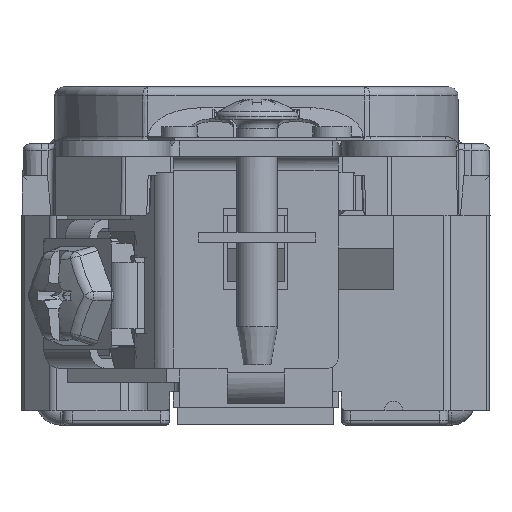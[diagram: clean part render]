
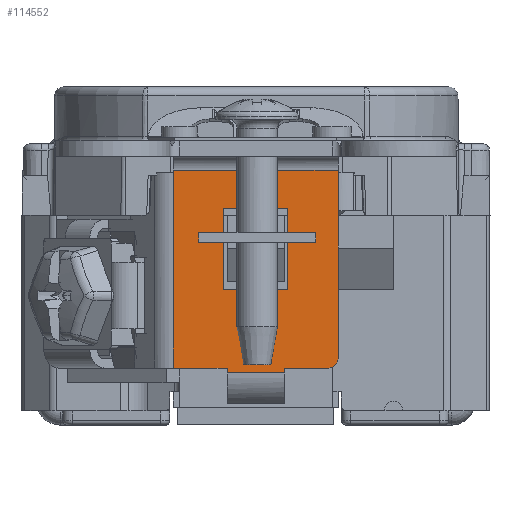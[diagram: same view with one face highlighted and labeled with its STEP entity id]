
A CAD part, front view. The second image highlights one B-rep face of the part: STEP entity #114552.
In plain terms, the highlighted planar face has unit normal (0, -1, 0).
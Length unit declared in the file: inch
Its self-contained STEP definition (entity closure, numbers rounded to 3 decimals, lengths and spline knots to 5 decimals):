
#1531 = EDGE_CURVE ( 'NONE', #146887, #6067, #57788, .T. ) ;
#1661 = CARTESIAN_POINT ( 'NONE',  ( 0.27, -1.38808, 0.46 ) ) ;
#2398 = EDGE_CURVE ( 'NONE', #208617, #122258, #58912, .T. ) ;
#3612 = ORIENTED_EDGE ( 'NONE', *, *, #195950, .T. ) ;
#3844 = VERTEX_POINT ( 'NONE', #131412 ) ;
#5829 = CARTESIAN_POINT ( 'NONE',  ( 0.27, -1.38808, 0.335 ) ) ;
#6067 = VERTEX_POINT ( 'NONE', #179223 ) ;
#6095 = CARTESIAN_POINT ( 'NONE',  ( 0.27, -1.38808, 0.136 ) ) ;
#7600 = CIRCLE ( 'NONE', #39097, 0.031 ) ;
#10292 = CARTESIAN_POINT ( 'NONE',  ( -0.27, -1.38808, 0.46 ) ) ;
#10620 = CARTESIAN_POINT ( 'NONE',  ( -0.27, -1.38808, 0.468 ) ) ;
#11079 = VECTOR ( 'NONE', #74845, 39.37008 ) ;
#13277 = ORIENTED_EDGE ( 'NONE', *, *, #169586, .T. ) ;
#15754 = DIRECTION ( 'NONE',  ( 0., 0., 1. ) ) ;
#18959 = EDGE_CURVE ( 'NONE', #92228, #208617, #78835, .T. ) ;
#23195 = CARTESIAN_POINT ( 'NONE',  ( -0.0935, -1.38808, -0.196 ) ) ;
#23727 = LINE ( 'NONE', #191015, #31771 ) ;
#26431 = LINE ( 'NONE', #210238, #11079 ) ;
#28245 = VERTEX_POINT ( 'NONE', #10620 ) ;
#29599 = DIRECTION ( 'NONE',  ( 0., 0., -1. ) ) ;
#31771 = VECTOR ( 'NONE', #90833, 39.37008 ) ;
#34379 = LINE ( 'NONE', #153254, #92803 ) ;
#39097 = AXIS2_PLACEMENT_3D ( 'NONE', #110851, #143916, #73501 ) ;
#39965 = VECTOR ( 'NONE', #213117, 39.37008 ) ;
#40446 = FACE_OUTER_BOUND ( 'NONE', #45578, .T. ) ;
#41536 = ORIENTED_EDGE ( 'NONE', *, *, #168904, .T. ) ;
#42847 = LINE ( 'NONE', #176107, #119733 ) ;
#43476 = DIRECTION ( 'NONE',  ( 0., 0., 1. ) ) ;
#43652 = DIRECTION ( 'NONE',  ( 0., 0., 1. ) ) ;
#45578 = EDGE_LOOP ( 'NONE', ( #70828, #137168, #159875, #210942, #63474, #147206, #115783, #41536, #199162, #158147, #210294, #135474 ) ) ;
#46985 = CARTESIAN_POINT ( 'NONE',  ( -0.27, -1.38808, -0.196 ) ) ;
#49393 = VECTOR ( 'NONE', #43652, 39.37008 ) ;
#54280 = VERTEX_POINT ( 'NONE', #183840 ) ;
#55431 = VERTEX_POINT ( 'NONE', #10292 ) ;
#57085 = CARTESIAN_POINT ( 'NONE',  ( 0.105, -1.38808, 0.136 ) ) ;
#57788 = LINE ( 'NONE', #171198, #134580 ) ;
#57864 = LINE ( 'NONE', #109451, #89020 ) ;
#58912 = LINE ( 'NONE', #6095, #78344 ) ;
#61304 = CARTESIAN_POINT ( 'NONE',  ( 0., -1.38808, 0.077 ) ) ;
#61816 = VERTEX_POINT ( 'NONE', #201083 ) ;
#62380 = CARTESIAN_POINT ( 'NONE',  ( 0.27, -1.38808, 0.136 ) ) ;
#63474 = ORIENTED_EDGE ( 'NONE', *, *, #157561, .T. ) ;
#63916 = DIRECTION ( 'NONE',  ( 1., 0., 0. ) ) ;
#66759 = VECTOR ( 'NONE', #29599, 39.37008 ) ;
#67633 = CARTESIAN_POINT ( 'NONE',  ( 0.27, -1.38808, -0.149 ) ) ;
#70828 = ORIENTED_EDGE ( 'NONE', *, *, #1531, .T. ) ;
#72364 = FACE_BOUND ( 'NONE', #152517, .T. ) ;
#73152 = DIRECTION ( 'NONE',  ( 0., 0., 1. ) ) ;
#73213 = CARTESIAN_POINT ( 'NONE',  ( 0.0935, -1.38808, -0.18 ) ) ;
#73501 = DIRECTION ( 'NONE',  ( 0., 0., -1. ) ) ;
#74845 = DIRECTION ( 'NONE',  ( 1., 0., 0. ) ) ;
#75878 = DIRECTION ( 'NONE',  ( 0., 0., -1. ) ) ;
#77782 = LINE ( 'NONE', #61304, #39965 ) ;
#78344 = VECTOR ( 'NONE', #73152, 39.37008 ) ;
#78835 = LINE ( 'NONE', #62380, #49393 ) ;
#78868 = VECTOR ( 'NONE', #92195, 39.37008 ) ;
#79328 = LINE ( 'NONE', #93672, #98153 ) ;
#81396 = LINE ( 'NONE', #82536, #116264 ) ;
#82536 = CARTESIAN_POINT ( 'NONE',  ( 0.27, -1.38808, 0.136 ) ) ;
#84253 = CARTESIAN_POINT ( 'NONE',  ( -0.0935, -1.38808, -0.18 ) ) ;
#84701 = DIRECTION ( 'NONE',  ( 0., 0., 1. ) ) ;
#84745 = VERTEX_POINT ( 'NONE', #153890 ) ;
#86873 = EDGE_CURVE ( 'NONE', #146887, #61816, #42847, .T. ) ;
#89020 = VECTOR ( 'NONE', #43476, 39.37008 ) ;
#90223 = ORIENTED_EDGE ( 'NONE', *, *, #112286, .T. ) ;
#90833 = DIRECTION ( 'NONE',  ( 1., 0., 0. ) ) ;
#92195 = DIRECTION ( 'NONE',  ( 0., 0., -1. ) ) ;
#92228 = VERTEX_POINT ( 'NONE', #67633 ) ;
#92803 = VECTOR ( 'NONE', #15754, 39.37008 ) ;
#93277 = CARTESIAN_POINT ( 'NONE',  ( -0.27, -1.38808, -0.18 ) ) ;
#93672 = CARTESIAN_POINT ( 'NONE',  ( 0., -1.38808, -0.196 ) ) ;
#94488 = LINE ( 'NONE', #195785, #97351 ) ;
#97351 = VECTOR ( 'NONE', #193586, 39.37008 ) ;
#98153 = VECTOR ( 'NONE', #63916, 39.37008 ) ;
#101593 = EDGE_CURVE ( 'NONE', #6067, #92228, #7600, .T. ) ;
#101939 = CARTESIAN_POINT ( 'NONE',  ( 0.27, -1.38808, 0.468 ) ) ;
#104098 = VERTEX_POINT ( 'NONE', #110607 ) ;
#108947 = EDGE_CURVE ( 'NONE', #110946, #61816, #79328, .T. ) ;
#109451 = CARTESIAN_POINT ( 'NONE',  ( -0.0935, -1.38808, -0.2235 ) ) ;
#110607 = CARTESIAN_POINT ( 'NONE',  ( 0.105, -1.38808, 0.342 ) ) ;
#110851 = CARTESIAN_POINT ( 'NONE',  ( 0.239, -1.38808, -0.149 ) ) ;
#110946 = VERTEX_POINT ( 'NONE', #23195 ) ;
#112286 = EDGE_CURVE ( 'NONE', #3844, #104098, #94488, .T. ) ;
#113552 = VECTOR ( 'NONE', #186165, 39.37008 ) ;
#114552 = ADVANCED_FACE ( 'NONE', ( #40446, #72364 ), #173736, .T. ) ;
#115783 = ORIENTED_EDGE ( 'NONE', *, *, #128008, .T. ) ;
#116264 = VECTOR ( 'NONE', #84701, 39.37008 ) ;
#117885 = CARTESIAN_POINT ( 'NONE',  ( -0.27, -1.38808, 0.136 ) ) ;
#118520 = EDGE_CURVE ( 'NONE', #110946, #176578, #57864, .T. ) ;
#119733 = VECTOR ( 'NONE', #75878, 39.37008 ) ;
#122258 = VERTEX_POINT ( 'NONE', #1661 ) ;
#123707 = DIRECTION ( 'NONE',  ( 1., 0., 0. ) ) ;
#126413 = AXIS2_PLACEMENT_3D ( 'NONE', #46985, #147120, #214281 ) ;
#128008 = EDGE_CURVE ( 'NONE', #28245, #55431, #196935, .T. ) ;
#131412 = CARTESIAN_POINT ( 'NONE',  ( -0.105, -1.38808, 0.342 ) ) ;
#134580 = VECTOR ( 'NONE', #123707, 39.37008 ) ;
#135474 = ORIENTED_EDGE ( 'NONE', *, *, #86873, .F. ) ;
#135676 = EDGE_CURVE ( 'NONE', #200808, #176578, #26431, .T. ) ;
#137168 = ORIENTED_EDGE ( 'NONE', *, *, #101593, .T. ) ;
#139608 = LINE ( 'NONE', #57085, #78868 ) ;
#143916 = DIRECTION ( 'NONE',  ( 0., -1., 0. ) ) ;
#146887 = VERTEX_POINT ( 'NONE', #73213 ) ;
#147120 = DIRECTION ( 'NONE',  ( 0., -1., 0. ) ) ;
#147206 = ORIENTED_EDGE ( 'NONE', *, *, #157177, .F. ) ;
#152517 = EDGE_LOOP ( 'NONE', ( #182388, #3612, #90223, #13277 ) ) ;
#153254 = CARTESIAN_POINT ( 'NONE',  ( -0.105, -1.38808, 0.136 ) ) ;
#153890 = CARTESIAN_POINT ( 'NONE',  ( -0.105, -1.38808, 0.077 ) ) ;
#157177 = EDGE_CURVE ( 'NONE', #28245, #165325, #23727, .T. ) ;
#157561 = EDGE_CURVE ( 'NONE', #122258, #165325, #81396, .T. ) ;
#158147 = ORIENTED_EDGE ( 'NONE', *, *, #118520, .F. ) ;
#159875 = ORIENTED_EDGE ( 'NONE', *, *, #18959, .T. ) ;
#165325 = VERTEX_POINT ( 'NONE', #101939 ) ;
#168904 = EDGE_CURVE ( 'NONE', #55431, #200808, #206736, .T. ) ;
#169586 = EDGE_CURVE ( 'NONE', #104098, #54280, #139608, .T. ) ;
#171198 = CARTESIAN_POINT ( 'NONE',  ( 0., -1.38808, -0.18 ) ) ;
#173736 = PLANE ( 'NONE',  #126413 ) ;
#176107 = CARTESIAN_POINT ( 'NONE',  ( 0.0935, -1.38808, -0.244 ) ) ;
#176578 = VERTEX_POINT ( 'NONE', #84253 ) ;
#179223 = CARTESIAN_POINT ( 'NONE',  ( 0.239, -1.38808, -0.18 ) ) ;
#180440 = CARTESIAN_POINT ( 'NONE',  ( -0.27, -1.38808, 0.136 ) ) ;
#182388 = ORIENTED_EDGE ( 'NONE', *, *, #208951, .T. ) ;
#183840 = CARTESIAN_POINT ( 'NONE',  ( 0.105, -1.38808, 0.077 ) ) ;
#186165 = DIRECTION ( 'NONE',  ( 0., 0., -1. ) ) ;
#191015 = CARTESIAN_POINT ( 'NONE',  ( 0., -1.38808, 0.468 ) ) ;
#193586 = DIRECTION ( 'NONE',  ( 1., 0., 0. ) ) ;
#195785 = CARTESIAN_POINT ( 'NONE',  ( 0., -1.38808, 0.342 ) ) ;
#195950 = EDGE_CURVE ( 'NONE', #84745, #3844, #34379, .T. ) ;
#196935 = LINE ( 'NONE', #180440, #66759 ) ;
#199162 = ORIENTED_EDGE ( 'NONE', *, *, #135676, .T. ) ;
#200808 = VERTEX_POINT ( 'NONE', #93277 ) ;
#201083 = CARTESIAN_POINT ( 'NONE',  ( 0.0935, -1.38808, -0.196 ) ) ;
#206736 = LINE ( 'NONE', #117885, #113552 ) ;
#208617 = VERTEX_POINT ( 'NONE', #5829 ) ;
#208951 = EDGE_CURVE ( 'NONE', #54280, #84745, #77782, .T. ) ;
#210238 = CARTESIAN_POINT ( 'NONE',  ( 0., -1.38808, -0.18 ) ) ;
#210294 = ORIENTED_EDGE ( 'NONE', *, *, #108947, .T. ) ;
#210942 = ORIENTED_EDGE ( 'NONE', *, *, #2398, .T. ) ;
#213117 = DIRECTION ( 'NONE',  ( -1., 0., 0. ) ) ;
#214281 = DIRECTION ( 'NONE',  ( 1., 0., 0. ) ) ;
